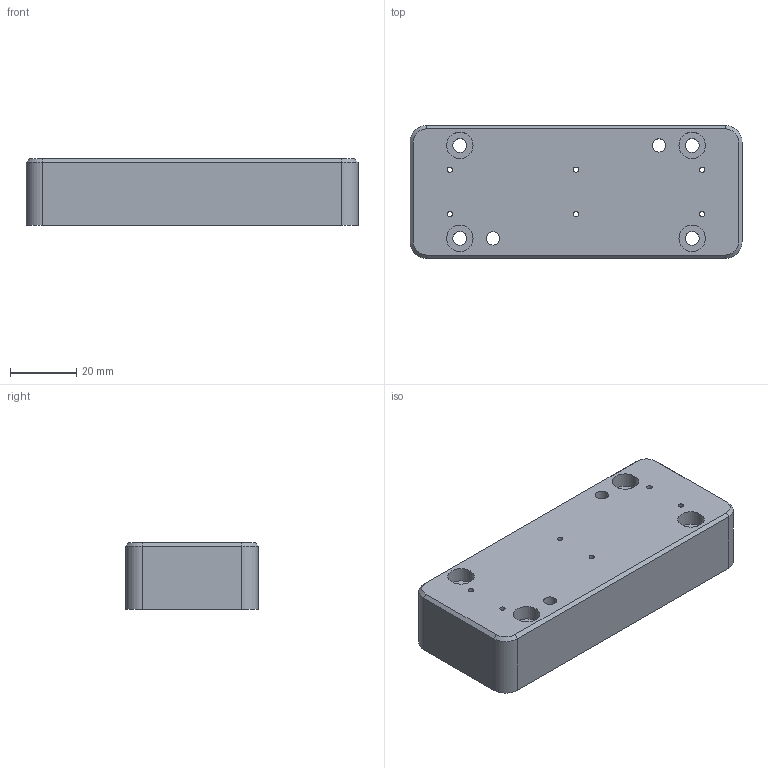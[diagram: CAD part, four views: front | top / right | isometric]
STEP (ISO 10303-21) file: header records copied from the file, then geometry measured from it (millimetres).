
FILE_DESCRIPTION(/* description */ (''),/* implementation_level */ '2;1');
FILE_NAME(/* name */ 'Stage mount.step',/* time_stamp */ '2021-10-08T09:56:08+01:00',/* author */ (''),/* organization */ (''),/* preprocessor_version */ 'ST-DEVELOPER v18.1',/* originating_system */ 'Autodesk Translation Framework v10.10.0.1391',/* authorisation */ '');
FILE_SCHEMA (('AUTOMOTIVE_DESIGN { 1 0 10303 214 3 1 1 }'));
Length unit declared in the file: millimetre
Products named in the file (1): Stage mount
Bounding box: 100 x 40 x 20 mm (x, y, z)
Volume: 76791.5 mm3; surface area: 15523.6 mm2
Topology: 1 solids, 1 shells, 50 faces, 106 edges, 68 vertices
Faces by surface type: cylinder 26, plane 20, cone 4
Full cylindrical faces by diameter (mm): 1.6 x6, 3.5 x6, 4 x2, 4.2 x4, 8 x4
Entity records: 1450 total; most frequent: DIRECTION 264, CARTESIAN_POINT 225, ORIENTED_EDGE 212, AXIS2_PLACEMENT_3D 107, EDGE_CURVE 106, EDGE_LOOP 84, VERTEX_POINT 68, CIRCLE 56
